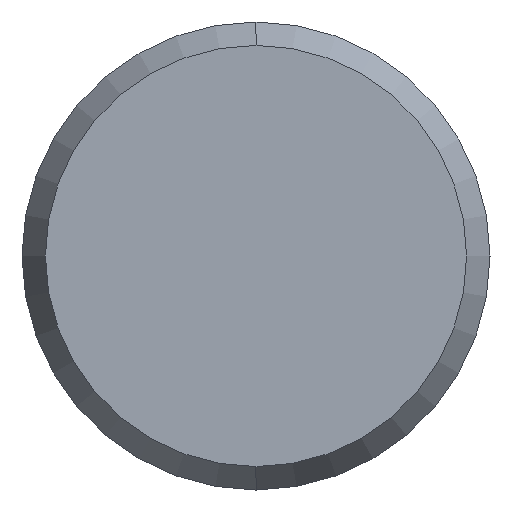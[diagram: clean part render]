
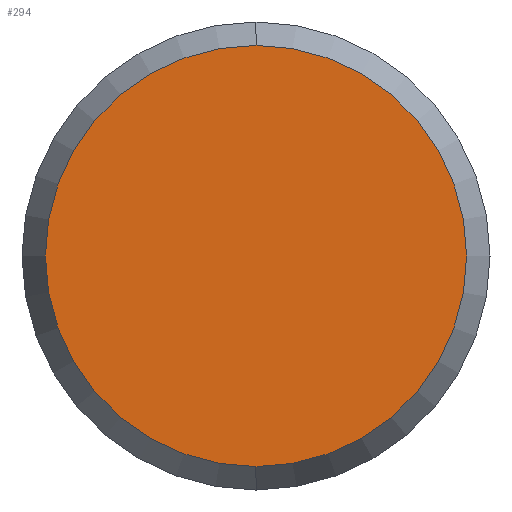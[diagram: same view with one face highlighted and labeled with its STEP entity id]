
A CAD part, left-side view. The second image highlights one B-rep face of the part: STEP entity #294.
In plain terms, the highlighted planar face has unit normal (-1, 0, 0).
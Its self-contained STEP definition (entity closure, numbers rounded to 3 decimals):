
#20 = AXIS2_PLACEMENT_3D ( 'NONE', #349, #217, #460 ) ;
#25 = ORIENTED_EDGE ( 'NONE', *, *, #153, .T. ) ;
#44 = EDGE_CURVE ( 'NONE', #106, #259, #538, .T. ) ;
#63 = AXIS2_PLACEMENT_3D ( 'NONE', #135, #326, #569 ) ;
#106 = VERTEX_POINT ( 'NONE', #599 ) ;
#135 = CARTESIAN_POINT ( 'NONE',  ( 0., 0., 0. ) ) ;
#153 = EDGE_CURVE ( 'NONE', #259, #106, #543, .T. ) ;
#203 = AXIS2_PLACEMENT_3D ( 'NONE', #521, #370, #281 ) ;
#217 = DIRECTION ( 'NONE',  ( -1., 0., 0. ) ) ;
#259 = VERTEX_POINT ( 'NONE', #282 ) ;
#281 = DIRECTION ( 'NONE',  ( 0., 0., 1. ) ) ;
#282 = CARTESIAN_POINT ( 'NONE',  ( 0., 0., -18. ) ) ;
#294 = ADVANCED_FACE ( 'NONE', ( #451 ), #568, .F. ) ;
#326 = DIRECTION ( 'NONE',  ( 1., 0., 0. ) ) ;
#349 = CARTESIAN_POINT ( 'NONE',  ( 0., 0., 0. ) ) ;
#370 = DIRECTION ( 'NONE',  ( -1., 0., 0. ) ) ;
#451 = FACE_OUTER_BOUND ( 'NONE', #476, .T. ) ;
#460 = DIRECTION ( 'NONE',  ( 0., 0., 1. ) ) ;
#476 = EDGE_LOOP ( 'NONE', ( #503, #25 ) ) ;
#503 = ORIENTED_EDGE ( 'NONE', *, *, #44, .T. ) ;
#521 = CARTESIAN_POINT ( 'NONE',  ( 0., 0., 0. ) ) ;
#538 = CIRCLE ( 'NONE', #20, 18. ) ;
#543 = CIRCLE ( 'NONE', #203, 18. ) ;
#568 = PLANE ( 'NONE',  #63 ) ;
#569 = DIRECTION ( 'NONE',  ( 0., 0., -1. ) ) ;
#599 = CARTESIAN_POINT ( 'NONE',  ( 0., 0., 18. ) ) ;
